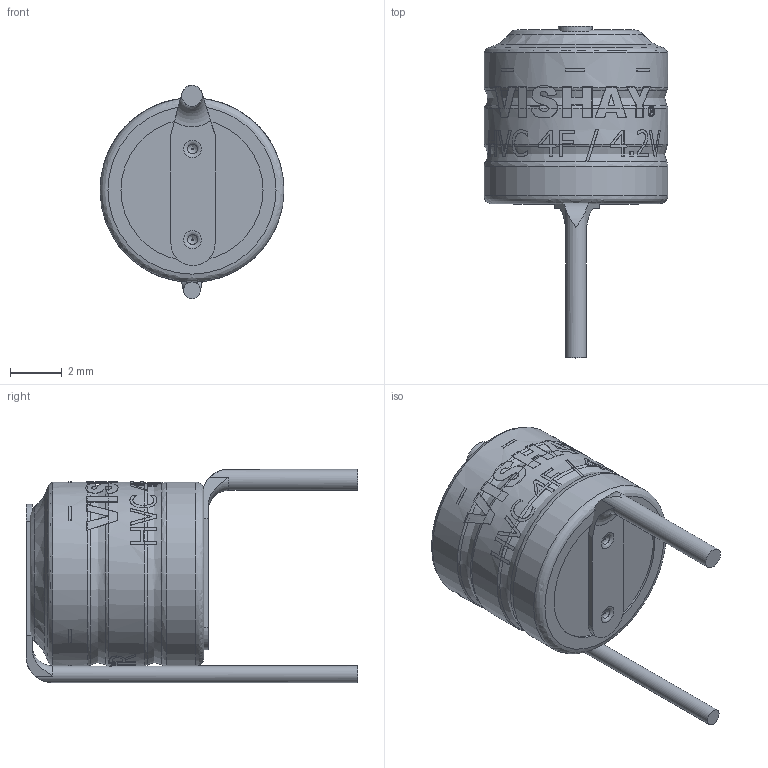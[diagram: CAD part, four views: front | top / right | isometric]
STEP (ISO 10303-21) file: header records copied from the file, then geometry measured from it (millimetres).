
FILE_DESCRIPTION(/* description */ (''),/* implementation_level */ '2;1');
FILE_NAME(/* name */ '713044-403.stp',/* time_stamp */ '2018-05-15T15:51:27+07:00',/* author */ ('ssiddannavar'),/* organization */ (''),/* preprocessor_version */ 'ST-DEVELOPER v15.6',/* originating_system */ 'Autodesk Inventor 2015',/* authorisation */ '');
FILE_SCHEMA (('AUTOMOTIVE_DESIGN { 1 0 10303 214 3 1 1 }'));
Products named in the file (6): 712332 (HVC0723); 712952; 713156; 713157; Printed sleeve-403; 713044-403
Assembly tree (8 placements, depth 2):
  713044-403
    712332 (HVC0723)  x3
    712952  x2
    713156
    713157
    Printed sleeve-403
Bounding box: 7.09 x 12.79 x 8.22 mm (x, y, z)
Volume: 238.8 mm3; surface area: 1033.4 mm2
Topology: 9 solids, 9 shells, 462 faces, 1223 edges, 778 vertices
Faces by surface type: plane 204, bspline 151, cylinder 86, torus 21
Full cylindrical faces by diameter (mm): 0.6 x2, 0.64 x1, 0.8 x1, 4.58 x1, 5.18 x3, 5.38 x3, 5.48 x1, 6.73 x2, 6.78 x3, 6.928 x2, 6.93 x2, 6.932 x1, 7.088 x2, 7.092 x1
Entity records: 38779 total; most frequent: CARTESIAN_POINT 28711, ORIENTED_EDGE 2308, DIRECTION 1476, EDGE_CURVE 1154, VERTEX_POINT 753, AXIS2_PLACEMENT_3D 548, B_SPLINE_CURVE_WITH_KNOTS 516, EDGE_LOOP 493
